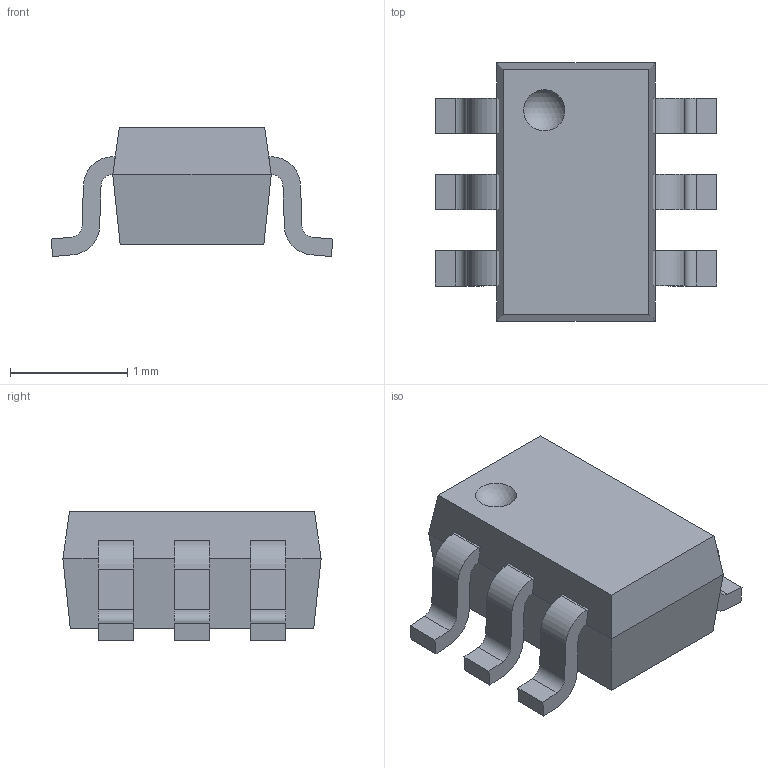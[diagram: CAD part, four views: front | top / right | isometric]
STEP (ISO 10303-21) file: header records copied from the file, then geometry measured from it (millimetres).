
FILE_DESCRIPTION (( 'STEP AP214' ), '1' );
FILE_NAME ('SOT363.STEP', '2012-06-12T17:54:55', ( 'Ryan Rutledge' ), ( 'Pacific Bioscience Laboratories, Inc.' ), 'SwSTEP 2.0', 'SolidWorks 2012', '' );
FILE_SCHEMA (( 'AUTOMOTIVE_DESIGN' ));
Length unit declared in the file: millimetre
Products named in the file (1): SOT363
Bounding box: 2.4 x 2.2 x 1.1 mm (x, y, z)
Volume: 3 mm3; surface area: 17.7 mm2
Topology: 1 solids, 1 shells, 83 faces, 225 edges, 145 vertices
Faces by surface type: plane 58, cylinder 24, sphere 1
Entity records: 2743 total; most frequent: CARTESIAN_POINT 454, ORIENTED_EDGE 450, DIRECTION 442, EDGE_CURVE 225, VECTOR 176, LINE 176, VERTEX_POINT 145, AXIS2_PLACEMENT_3D 133
